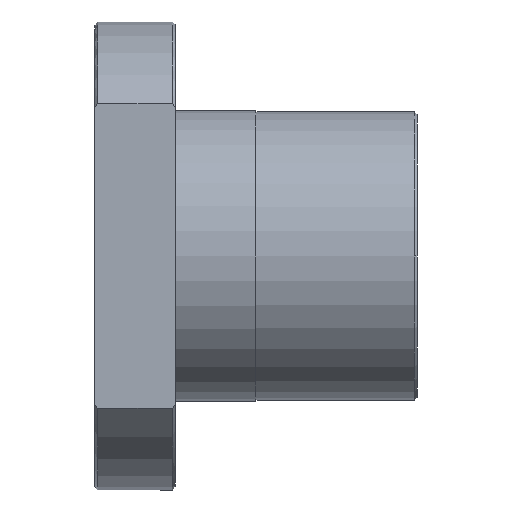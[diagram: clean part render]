
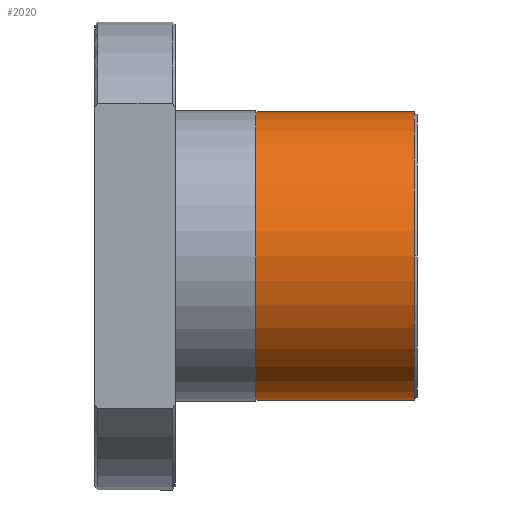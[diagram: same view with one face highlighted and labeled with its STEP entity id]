
A CAD part, front view. The second image highlights one B-rep face of the part: STEP entity #2020.
In plain terms, the highlighted cylindrical face has radius 17.9 mm (diameter 35.8 mm), a partial arc.
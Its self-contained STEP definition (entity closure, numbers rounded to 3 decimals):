
#42 = AXIS2_PLACEMENT_3D ( 'NONE', #2652, #2449, #70 ) ;
#48 = VERTEX_POINT ( 'NONE', #1647 ) ;
#70 = DIRECTION ( 'NONE',  ( 0., 0., -1. ) ) ;
#282 = ORIENTED_EDGE ( 'NONE', *, *, #520, .T. ) ;
#371 = VECTOR ( 'NONE', #2656, 1000. ) ;
#374 = EDGE_CURVE ( 'NONE', #1306, #1504, #1364, .T. ) ;
#460 = EDGE_CURVE ( 'NONE', #1504, #1396, #2669, .T. ) ;
#520 = EDGE_CURVE ( 'NONE', #48, #2333, #3005, .T. ) ;
#571 = ORIENTED_EDGE ( 'NONE', *, *, #722, .T. ) ;
#676 = VECTOR ( 'NONE', #771, 1000. ) ;
#722 = EDGE_CURVE ( 'NONE', #2333, #1396, #812, .T. ) ;
#771 = DIRECTION ( 'NONE',  ( 1., 0., 0. ) ) ;
#810 = CARTESIAN_POINT ( 'NONE',  ( 1509.821, 0., -17.9 ) ) ;
#812 = CIRCLE ( 'NONE', #2548, 17.9 ) ;
#919 = CARTESIAN_POINT ( 'NONE',  ( 1509.821, 0., 0. ) ) ;
#947 = AXIS2_PLACEMENT_3D ( 'NONE', #919, #1852, #2347 ) ;
#956 = ORIENTED_EDGE ( 'NONE', *, *, #2528, .T. ) ;
#1024 = AXIS2_PLACEMENT_3D ( 'NONE', #2729, #2471, #2248 ) ;
#1180 = FACE_OUTER_BOUND ( 'NONE', #1781, .T. ) ;
#1186 = CARTESIAN_POINT ( 'NONE',  ( 1519.642, 0., 17.9 ) ) ;
#1306 = VERTEX_POINT ( 'NONE', #1803 ) ;
#1338 = ORIENTED_EDGE ( 'NONE', *, *, #460, .F. ) ;
#1364 = CIRCLE ( 'NONE', #42, 17.9 ) ;
#1384 = DIRECTION ( 'NONE',  ( 0., 0., -1. ) ) ;
#1396 = VERTEX_POINT ( 'NONE', #1186 ) ;
#1397 = CYLINDRICAL_SURFACE ( 'NONE', #947, 17.9 ) ;
#1504 = VERTEX_POINT ( 'NONE', #2484 ) ;
#1647 = CARTESIAN_POINT ( 'NONE',  ( 1519.642, 0., -17.9 ) ) ;
#1738 = ORIENTED_EDGE ( 'NONE', *, *, #374, .F. ) ;
#1781 = EDGE_LOOP ( 'NONE', ( #1338, #1738, #956, #282, #571 ) ) ;
#1803 = CARTESIAN_POINT ( 'NONE',  ( 1500., 0., -17.9 ) ) ;
#1839 = CARTESIAN_POINT ( 'NONE',  ( 1519.642, 0., 0. ) ) ;
#1852 = DIRECTION ( 'NONE',  ( 1., 0., 0. ) ) ;
#2020 = ADVANCED_FACE ( 'NONE', ( #1180 ), #1397, .T. ) ;
#2248 = DIRECTION ( 'NONE',  ( 0., 0., -1. ) ) ;
#2329 = CARTESIAN_POINT ( 'NONE',  ( 1519.642, -17.9, 0. ) ) ;
#2333 = VERTEX_POINT ( 'NONE', #2329 ) ;
#2347 = DIRECTION ( 'NONE',  ( 0., 0., -1. ) ) ;
#2449 = DIRECTION ( 'NONE',  ( -1., 0., 0. ) ) ;
#2455 = LINE ( 'NONE', #810, #371 ) ;
#2471 = DIRECTION ( 'NONE',  ( -1., 0., 0. ) ) ;
#2484 = CARTESIAN_POINT ( 'NONE',  ( 1500., 0., 17.9 ) ) ;
#2528 = EDGE_CURVE ( 'NONE', #1306, #48, #2455, .T. ) ;
#2548 = AXIS2_PLACEMENT_3D ( 'NONE', #1839, #2571, #1384 ) ;
#2571 = DIRECTION ( 'NONE',  ( -1., 0., 0. ) ) ;
#2652 = CARTESIAN_POINT ( 'NONE',  ( 1500., 0., 0. ) ) ;
#2656 = DIRECTION ( 'NONE',  ( 1., 0., 0. ) ) ;
#2669 = LINE ( 'NONE', #2895, #676 ) ;
#2729 = CARTESIAN_POINT ( 'NONE',  ( 1519.642, 0., 0. ) ) ;
#2895 = CARTESIAN_POINT ( 'NONE',  ( 1509.821, 0., 17.9 ) ) ;
#3005 = CIRCLE ( 'NONE', #1024, 17.9 ) ;
